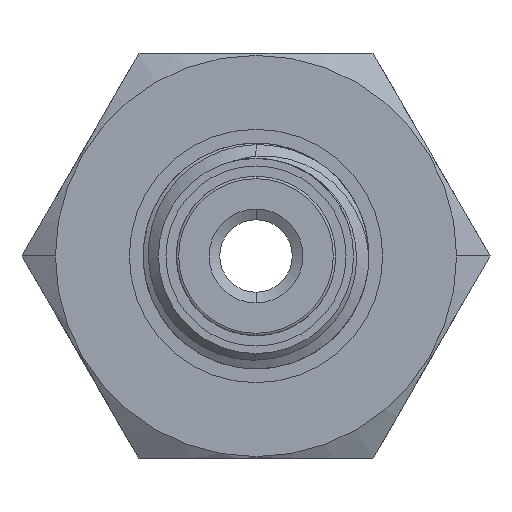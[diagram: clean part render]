
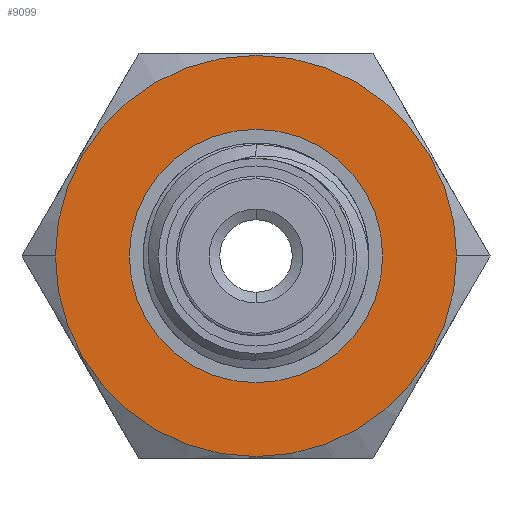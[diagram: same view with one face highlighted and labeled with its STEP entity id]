
A CAD part, left-side view. The second image highlights one B-rep face of the part: STEP entity #9099.
In plain terms, the highlighted planar face has unit normal (-1, 0, 0).
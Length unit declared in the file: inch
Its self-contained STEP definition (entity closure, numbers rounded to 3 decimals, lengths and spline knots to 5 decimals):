
#184 = CARTESIAN_POINT ( 'NONE',  ( -1.31, 0.495, 0. ) ) ;
#330 = DIRECTION ( 'NONE',  ( -1., 0., 0. ) ) ;
#434 = CIRCLE ( 'NONE', #4508, 0.281 ) ;
#613 = DIRECTION ( 'NONE',  ( -1., 0., 0. ) ) ;
#1394 = CARTESIAN_POINT ( 'NONE',  ( -1.31, 0.495, 0. ) ) ;
#1430 = DIRECTION ( 'NONE',  ( 0., -1., 0. ) ) ;
#1547 = DIRECTION ( 'NONE',  ( -1., 0., 0. ) ) ;
#1773 = VERTEX_POINT ( 'NONE', #8403 ) ;
#2472 = DIRECTION ( 'NONE',  ( 0., 0., 1. ) ) ;
#2595 = FACE_BOUND ( 'NONE', #12201, .T. ) ;
#2670 = CARTESIAN_POINT ( 'NONE',  ( -1.31, 0., 0.281 ) ) ;
#2949 = EDGE_LOOP ( 'NONE', ( #7742, #7077 ) ) ;
#3877 = AXIS2_PLACEMENT_3D ( 'NONE', #4399, #330, #1430 ) ;
#4184 = ORIENTED_EDGE ( 'NONE', *, *, #5548, .F. ) ;
#4309 = CIRCLE ( 'NONE', #10744, 0.281 ) ;
#4399 = CARTESIAN_POINT ( 'NONE',  ( -1.31, 0., 0. ) ) ;
#4485 = CARTESIAN_POINT ( 'NONE',  ( -1.31, 0., 0. ) ) ;
#4508 = AXIS2_PLACEMENT_3D ( 'NONE', #4485, #1547, #11311 ) ;
#4592 = CARTESIAN_POINT ( 'NONE',  ( -1.31, 0., 0. ) ) ;
#4787 = EDGE_CURVE ( 'NONE', #11282, #6880, #10026, .T. ) ;
#5078 = DIRECTION ( 'NONE',  ( 0., 1., 0. ) ) ;
#5228 = FACE_OUTER_BOUND ( 'NONE', #2949, .T. ) ;
#5548 = EDGE_CURVE ( 'NONE', #11508, #1773, #434, .T. ) ;
#6172 = EDGE_CURVE ( 'NONE', #6880, #11282, #11411, .T. ) ;
#6880 = VERTEX_POINT ( 'NONE', #1394 ) ;
#7077 = ORIENTED_EDGE ( 'NONE', *, *, #4787, .T. ) ;
#7542 = DIRECTION ( 'NONE',  ( 0., -1., 0. ) ) ;
#7742 = ORIENTED_EDGE ( 'NONE', *, *, #6172, .T. ) ;
#8403 = CARTESIAN_POINT ( 'NONE',  ( -1.31, 0., -0.281 ) ) ;
#8956 = ORIENTED_EDGE ( 'NONE', *, *, #9266, .F. ) ;
#8973 = AXIS2_PLACEMENT_3D ( 'NONE', #4592, #11497, #7542 ) ;
#9027 = CARTESIAN_POINT ( 'NONE',  ( -1.31, -0.495, 0. ) ) ;
#9099 = ADVANCED_FACE ( 'NONE', ( #5228, #2595 ), #9953, .F. ) ;
#9266 = EDGE_CURVE ( 'NONE', #1773, #11508, #4309, .T. ) ;
#9953 = PLANE ( 'NONE',  #10557 ) ;
#10026 = CIRCLE ( 'NONE', #3877, 0.495 ) ;
#10557 = AXIS2_PLACEMENT_3D ( 'NONE', #184, #12122, #5078 ) ;
#10744 = AXIS2_PLACEMENT_3D ( 'NONE', #11373, #613, #2472 ) ;
#11282 = VERTEX_POINT ( 'NONE', #9027 ) ;
#11311 = DIRECTION ( 'NONE',  ( 0., 0., 1. ) ) ;
#11373 = CARTESIAN_POINT ( 'NONE',  ( -1.31, 0., 0. ) ) ;
#11411 = CIRCLE ( 'NONE', #8973, 0.495 ) ;
#11497 = DIRECTION ( 'NONE',  ( -1., 0., 0. ) ) ;
#11508 = VERTEX_POINT ( 'NONE', #2670 ) ;
#12122 = DIRECTION ( 'NONE',  ( 1., 0., 0. ) ) ;
#12201 = EDGE_LOOP ( 'NONE', ( #4184, #8956 ) ) ;
